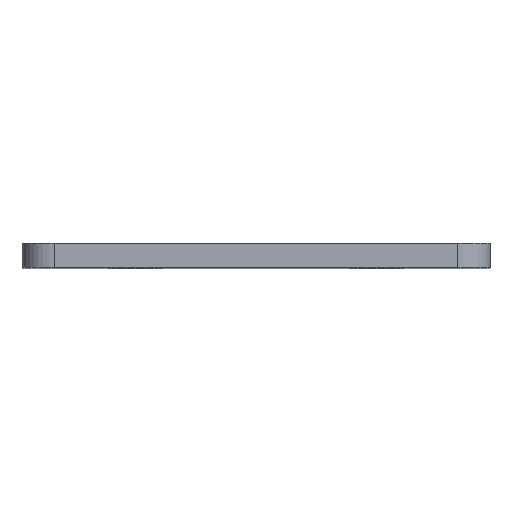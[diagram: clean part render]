
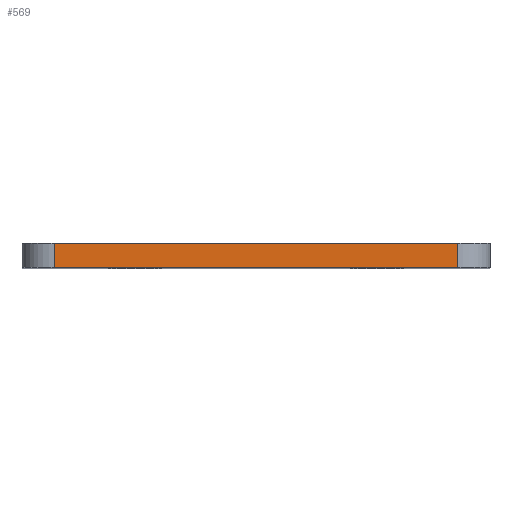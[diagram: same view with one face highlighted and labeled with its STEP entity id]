
A CAD part, top view. The second image highlights one B-rep face of the part: STEP entity #569.
In plain terms, the highlighted planar face has unit normal (0, 0, 1).
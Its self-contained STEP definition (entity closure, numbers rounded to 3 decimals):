
#2 = CARTESIAN_POINT ( 'NONE',  ( -14.5, 0., 52. ) ) ;
#5 = EDGE_CURVE ( 'NONE', #31, #796, #440, .T. ) ;
#31 = VERTEX_POINT ( 'NONE', #907 ) ;
#53 = LINE ( 'NONE', #279, #877 ) ;
#55 = AXIS2_PLACEMENT_3D ( 'NONE', #2, #642, #636 ) ;
#125 = EDGE_LOOP ( 'NONE', ( #823, #174, #142, #387 ) ) ;
#133 = PLANE ( 'NONE',  #55 ) ;
#142 = ORIENTED_EDGE ( 'NONE', *, *, #809, .F. ) ;
#174 = ORIENTED_EDGE ( 'NONE', *, *, #5, .T. ) ;
#212 = DIRECTION ( 'NONE',  ( 1., 0., 0. ) ) ;
#227 = CARTESIAN_POINT ( 'NONE',  ( -12.5, 0., 52. ) ) ;
#267 = DIRECTION ( 'NONE',  ( 0., -1., 0. ) ) ;
#279 = CARTESIAN_POINT ( 'NONE',  ( -14.5, 0., 52. ) ) ;
#286 = CARTESIAN_POINT ( 'NONE',  ( -12.5, 1.5, 52. ) ) ;
#317 = VECTOR ( 'NONE', #519, 1000. ) ;
#329 = CARTESIAN_POINT ( 'NONE',  ( 12.5, 1.5, 52. ) ) ;
#342 = LINE ( 'NONE', #634, #805 ) ;
#387 = ORIENTED_EDGE ( 'NONE', *, *, #813, .T. ) ;
#440 = LINE ( 'NONE', #878, #317 ) ;
#481 = DIRECTION ( 'NONE',  ( 1., 0., 0. ) ) ;
#499 = LINE ( 'NONE', #626, #515 ) ;
#515 = VECTOR ( 'NONE', #267, 1000. ) ;
#519 = DIRECTION ( 'NONE',  ( 0., 1., 0. ) ) ;
#569 = ADVANCED_FACE ( 'NONE', ( #695 ), #133, .T. ) ;
#583 = EDGE_CURVE ( 'NONE', #896, #31, #53, .T. ) ;
#626 = CARTESIAN_POINT ( 'NONE',  ( -12.5, 0., 52. ) ) ;
#634 = CARTESIAN_POINT ( 'NONE',  ( -14.5, 1.5, 52. ) ) ;
#636 = DIRECTION ( 'NONE',  ( 1., 0., 0. ) ) ;
#642 = DIRECTION ( 'NONE',  ( 0., 0., 1. ) ) ;
#688 = VERTEX_POINT ( 'NONE', #286 ) ;
#695 = FACE_OUTER_BOUND ( 'NONE', #125, .T. ) ;
#796 = VERTEX_POINT ( 'NONE', #329 ) ;
#805 = VECTOR ( 'NONE', #212, 1000. ) ;
#809 = EDGE_CURVE ( 'NONE', #688, #796, #342, .T. ) ;
#813 = EDGE_CURVE ( 'NONE', #688, #896, #499, .T. ) ;
#823 = ORIENTED_EDGE ( 'NONE', *, *, #583, .T. ) ;
#877 = VECTOR ( 'NONE', #481, 1000. ) ;
#878 = CARTESIAN_POINT ( 'NONE',  ( 12.5, 0., 52. ) ) ;
#896 = VERTEX_POINT ( 'NONE', #227 ) ;
#907 = CARTESIAN_POINT ( 'NONE',  ( 12.5, 0., 52. ) ) ;
